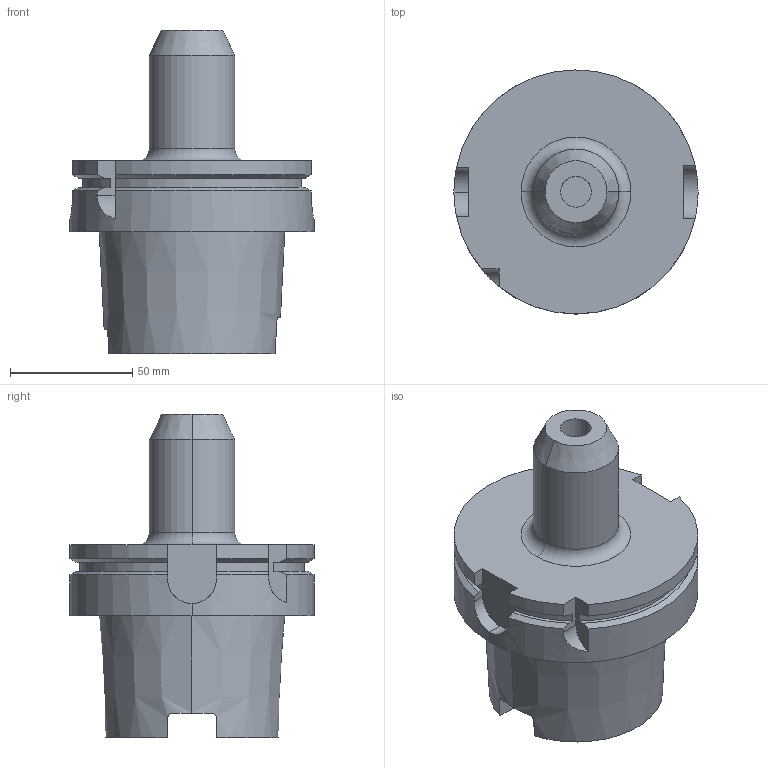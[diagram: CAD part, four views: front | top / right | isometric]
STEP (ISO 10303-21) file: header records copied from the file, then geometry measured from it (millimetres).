
FILE_DESCRIPTION (( 'STEP AP203' ), '1' );
FILE_NAME ('STP-32984.STEP', '2018-08-14T07:07:59', ( '' ), ( '' ), 'SwSTEP 2.0', 'SolidWorks 2015', '' );
FILE_SCHEMA (( 'CONFIG_CONTROL_DESIGN' ));
Length unit declared in the file: millimetre
Products named in the file (1): STP-32984
Bounding box: 100 x 100 x 132.55 mm (x, y, z)
Volume: 307143.1 mm3; surface area: 56145.5 mm2
Topology: 1 solids, 1 shells, 71 faces, 183 edges, 117 vertices
Faces by surface type: plane 27, cylinder 26, cone 12, torus 6
Entity records: 2486 total; most frequent: CARTESIAN_POINT 671, DIRECTION 369, ORIENTED_EDGE 366, EDGE_CURVE 183, AXIS2_PLACEMENT_3D 143, VERTEX_POINT 117, LINE 83, VECTOR 83
